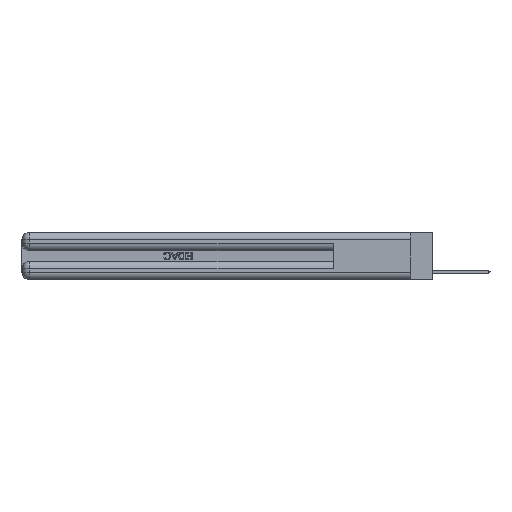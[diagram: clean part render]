
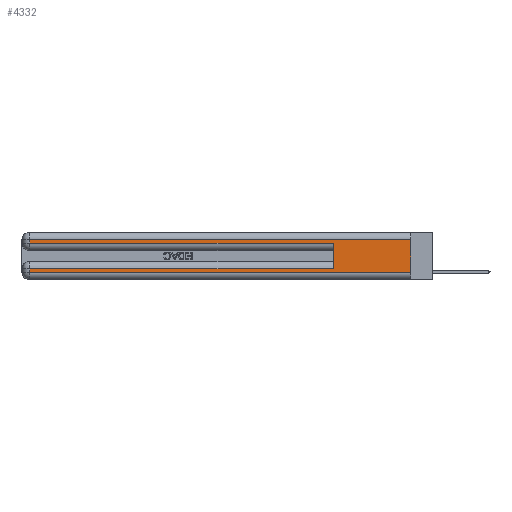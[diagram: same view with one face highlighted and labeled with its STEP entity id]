
A CAD part, left-side view. The second image highlights one B-rep face of the part: STEP entity #4332.
In plain terms, the highlighted planar face has unit normal (-1, 0, 0).
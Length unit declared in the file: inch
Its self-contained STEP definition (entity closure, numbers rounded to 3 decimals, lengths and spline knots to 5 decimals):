
#909 = ORIENTED_EDGE ( 'NONE', *, *, #17594, .T. ) ;
#1298 = EDGE_CURVE ( 'NONE', #22008, #29916, #24240, .T. ) ;
#1420 = LINE ( 'NONE', #1955, #14045 ) ;
#1954 = CARTESIAN_POINT ( 'NONE',  ( 0., 0.6, 0.285 ) ) ;
#1955 = CARTESIAN_POINT ( 'NONE',  ( 0., 0., 0.285 ) ) ;
#2262 = VECTOR ( 'NONE', #6302, 39.37008 ) ;
#2961 = CARTESIAN_POINT ( 'NONE',  ( 0., 0.6, 0.145 ) ) ;
#3438 = EDGE_CURVE ( 'NONE', #9367, #13197, #20670, .T. ) ;
#3723 = EDGE_CURVE ( 'NONE', #13197, #22008, #15159, .T. ) ;
#4046 = DIRECTION ( 'NONE',  ( 0., 1., 0. ) ) ;
#4250 = CARTESIAN_POINT ( 'NONE',  ( 0., 0., 0.31 ) ) ;
#4332 = ADVANCED_FACE ( 'NONE', ( #29497 ), #4393, .F. ) ;
#4393 = PLANE ( 'NONE',  #21446 ) ;
#5017 = VERTEX_POINT ( 'NONE', #15062 ) ;
#5315 = LINE ( 'NONE', #13584, #2262 ) ;
#5661 = DIRECTION ( 'NONE',  ( 0., 0., -1. ) ) ;
#6112 = ORIENTED_EDGE ( 'NONE', *, *, #1298, .T. ) ;
#6302 = DIRECTION ( 'NONE',  ( 0., 0., -1. ) ) ;
#6904 = ORIENTED_EDGE ( 'NONE', *, *, #13495, .T. ) ;
#9132 = EDGE_CURVE ( 'NONE', #9367, #20835, #15206, .T. ) ;
#9367 = VERTEX_POINT ( 'NONE', #20707 ) ;
#11045 = DIRECTION ( 'NONE',  ( 0., -1., 0. ) ) ;
#11163 = CARTESIAN_POINT ( 'NONE',  ( 0., 2.94, 0.06 ) ) ;
#11383 = CARTESIAN_POINT ( 'NONE',  ( 0., 2.94, 0.37 ) ) ;
#11395 = VECTOR ( 'NONE', #25443, 39.37008 ) ;
#12305 = VERTEX_POINT ( 'NONE', #30916 ) ;
#12732 = DIRECTION ( 'NONE',  ( 1., 0., 0. ) ) ;
#12788 = ORIENTED_EDGE ( 'NONE', *, *, #3438, .T. ) ;
#13197 = VERTEX_POINT ( 'NONE', #15627 ) ;
#13495 = EDGE_CURVE ( 'NONE', #5017, #12305, #22293, .T. ) ;
#13584 = CARTESIAN_POINT ( 'NONE',  ( 0., 0., 0.37 ) ) ;
#13838 = ORIENTED_EDGE ( 'NONE', *, *, #3723, .T. ) ;
#14045 = VECTOR ( 'NONE', #29090, 39.37008 ) ;
#15062 = CARTESIAN_POINT ( 'NONE',  ( 0., 0., 0.31 ) ) ;
#15159 = LINE ( 'NONE', #11383, #28369 ) ;
#15191 = VECTOR ( 'NONE', #26424, 39.37008 ) ;
#15206 = LINE ( 'NONE', #2961, #11395 ) ;
#15358 = VECTOR ( 'NONE', #11045, 39.37008 ) ;
#15627 = CARTESIAN_POINT ( 'NONE',  ( 0., 2.94, 0.085 ) ) ;
#16572 = ORIENTED_EDGE ( 'NONE', *, *, #9132, .F. ) ;
#17519 = ORIENTED_EDGE ( 'NONE', *, *, #27495, .F. ) ;
#17594 = EDGE_CURVE ( 'NONE', #12305, #21814, #22045, .T. ) ;
#17618 = CARTESIAN_POINT ( 'NONE',  ( 0., 0., 0.37 ) ) ;
#18300 = CARTESIAN_POINT ( 'NONE',  ( 0., 0., 0.06 ) ) ;
#18390 = DIRECTION ( 'NONE',  ( 0., 0., -1. ) ) ;
#18844 = EDGE_LOOP ( 'NONE', ( #17519, #6904, #909, #28441, #16572, #12788, #13838, #6112 ) ) ;
#20439 = VECTOR ( 'NONE', #4046, 39.37008 ) ;
#20670 = LINE ( 'NONE', #21705, #15191 ) ;
#20707 = CARTESIAN_POINT ( 'NONE',  ( 0., 0.6, 0.085 ) ) ;
#20835 = VERTEX_POINT ( 'NONE', #1954 ) ;
#21446 = AXIS2_PLACEMENT_3D ( 'NONE', #17618, #12732, #5661 ) ;
#21705 = CARTESIAN_POINT ( 'NONE',  ( 0., 0., 0.085 ) ) ;
#21814 = VERTEX_POINT ( 'NONE', #27253 ) ;
#22008 = VERTEX_POINT ( 'NONE', #11163 ) ;
#22045 = LINE ( 'NONE', #28448, #22834 ) ;
#22113 = EDGE_CURVE ( 'NONE', #21814, #20835, #1420, .T. ) ;
#22293 = LINE ( 'NONE', #4250, #20439 ) ;
#22759 = CARTESIAN_POINT ( 'NONE',  ( 0., 0., 0.06 ) ) ;
#22834 = VECTOR ( 'NONE', #18390, 39.37008 ) ;
#24240 = LINE ( 'NONE', #18300, #15358 ) ;
#25443 = DIRECTION ( 'NONE',  ( 0., 0., 1. ) ) ;
#26424 = DIRECTION ( 'NONE',  ( 0., 1., 0. ) ) ;
#27253 = CARTESIAN_POINT ( 'NONE',  ( 0., 2.94, 0.285 ) ) ;
#27495 = EDGE_CURVE ( 'NONE', #5017, #29916, #5315, .T. ) ;
#28369 = VECTOR ( 'NONE', #28712, 39.37008 ) ;
#28441 = ORIENTED_EDGE ( 'NONE', *, *, #22113, .T. ) ;
#28448 = CARTESIAN_POINT ( 'NONE',  ( 0., 2.94, 0.37 ) ) ;
#28712 = DIRECTION ( 'NONE',  ( 0., 0., -1. ) ) ;
#29090 = DIRECTION ( 'NONE',  ( 0., -1., 0. ) ) ;
#29497 = FACE_OUTER_BOUND ( 'NONE', #18844, .T. ) ;
#29916 = VERTEX_POINT ( 'NONE', #22759 ) ;
#30916 = CARTESIAN_POINT ( 'NONE',  ( 0., 2.94, 0.31 ) ) ;
